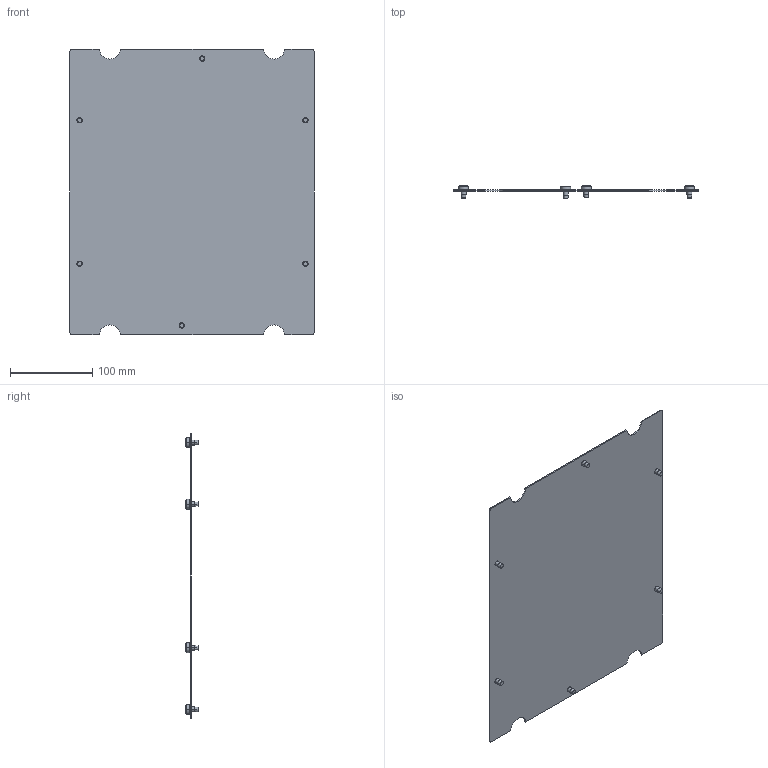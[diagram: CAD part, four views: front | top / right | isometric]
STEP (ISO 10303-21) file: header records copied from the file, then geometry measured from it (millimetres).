
FILE_DESCRIPTION(('STEP AP214'),'1');
FILE_NAME('cctmp_43E785CF-F231-4BBD-BBEF-E789706CB526_2024_05_06_11_29_18_0857..stp','2024-05-06T09:29:19',('SIEMENS A&D'),('CADClick - www.CADClick.com'),'Spatial InterOp 3D',' ','unknown authorization');
FILE_SCHEMA(('AUTOMOTIVE_DESIGN'));
Length unit declared in the file: millimetre
Products named in the file (8): cc_unnamed; 2024_05_06_11_29_18_0841; 2024_05_06_11_29_18_0810; 2024_05_06_11_29_18_0779; 2024_05_06_11_29_18_0748; 2024_05_06_11_29_18_0716; 2024_05_06_11_29_18_0685; 2024_05_06_11_29_18_0654
Assembly tree (7 placements, depth 2):
  cc_unnamed
    2024_05_06_11_29_18_0841
    2024_05_06_11_29_18_0810
    2024_05_06_11_29_18_0779
    2024_05_06_11_29_18_0748
    2024_05_06_11_29_18_0716
    2024_05_06_11_29_18_0685
    2024_05_06_11_29_18_0654
Bounding box: 297.5 x 14.75 x 348 mm (x, y, z)
Volume: 158263.7 mm3; surface area: 210256 mm2
Topology: 7 solids, 7 shells, 96 faces, 204 edges, 128 vertices
Faces by surface type: cylinder 44, plane 28, cone 24
Entity records: 3625 total; most frequent: DIRECTION 524, CARTESIAN_POINT 436, ORIENTED_EDGE 408, AXIS2_PLACEMENT_3D 216, EDGE_CURVE 204, VERTEX_POINT 128, EDGE_LOOP 114, CIRCLE 112
